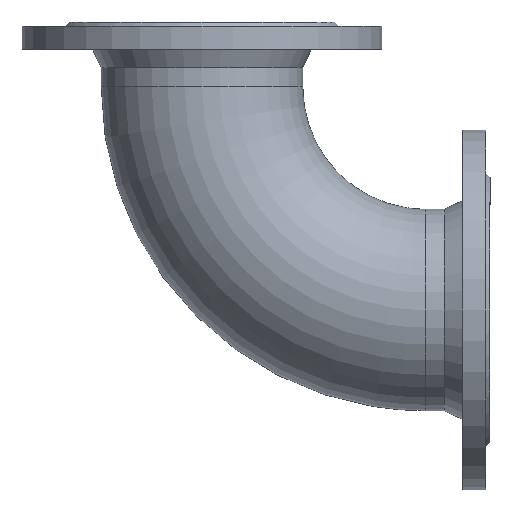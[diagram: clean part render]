
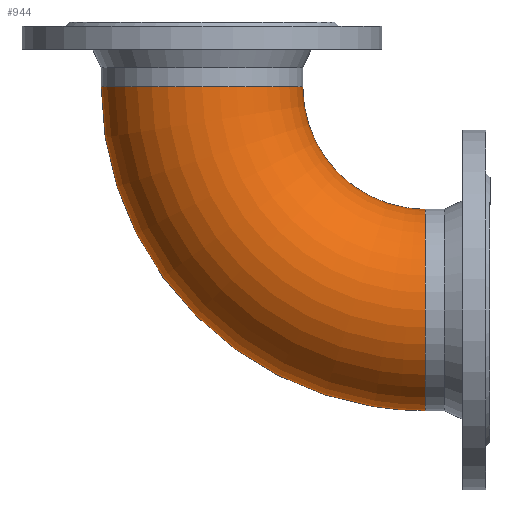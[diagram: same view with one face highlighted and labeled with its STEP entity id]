
A CAD part, front view. The second image highlights one B-rep face of the part: STEP entity #944.
In plain terms, the highlighted toroidal (fillet/blend) face has major radius 155 mm and minor radius 70 mm.
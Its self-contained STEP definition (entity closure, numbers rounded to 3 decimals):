
#9 = CARTESIAN_POINT ( 'NONE',  ( 155., 0., -197. ) ) ;
#10 = DIRECTION ( 'NONE',  ( -1., 0., 0. ) ) ;
#11 = DIRECTION ( 'NONE',  ( 0., 0., 1. ) ) ;
#15 = CARTESIAN_POINT ( 'NONE',  ( 0., 0., -42. ) ) ;
#16 = DIRECTION ( 'NONE',  ( 0., 0., 1. ) ) ;
#17 = DIRECTION ( 'NONE',  ( 1., 0., 0. ) ) ;
#227 = EDGE_LOOP ( 'NONE', ( #964 ) ) ;
#229 = EDGE_LOOP ( 'NONE', ( #967 ) ) ;
#280 = CIRCLE ( 'NONE', #682, 70. ) ;
#285 = CIRCLE ( 'NONE', #684, 70. ) ;
#418 = TOROIDAL_SURFACE ( 'NONE', #752, 155., 70. ) ;
#435 = FACE_OUTER_BOUND ( 'NONE', #227, .T. ) ;
#443 = FACE_OUTER_BOUND ( 'NONE', #229, .T. ) ;
#459 = VERTEX_POINT ( 'NONE', #602 ) ;
#461 = VERTEX_POINT ( 'NONE', #607 ) ;
#569 = DIRECTION ( 'NONE',  ( 0., -1., 0. ) ) ;
#570 = CARTESIAN_POINT ( 'NONE',  ( 155., 0., -42. ) ) ;
#572 = DIRECTION ( 'NONE',  ( 0., 0., -1. ) ) ;
#602 = CARTESIAN_POINT ( 'NONE',  ( 155., 0., -127. ) ) ;
#607 = CARTESIAN_POINT ( 'NONE',  ( 70., 0., -42. ) ) ;
#682 = AXIS2_PLACEMENT_3D ( 'NONE', #9, #10, #11 ) ;
#684 = AXIS2_PLACEMENT_3D ( 'NONE', #15, #16, #17 ) ;
#752 = AXIS2_PLACEMENT_3D ( 'NONE', #570, #569, #572 ) ;
#795 = EDGE_CURVE ( 'NONE', #459, #459, #280, .T. ) ;
#797 = EDGE_CURVE ( 'NONE', #461, #461, #285, .T. ) ;
#944 = ADVANCED_FACE ( 'NONE', ( #435, #443 ), #418, .T. ) ;
#964 = ORIENTED_EDGE ( 'NONE', *, *, #797, .F. ) ;
#967 = ORIENTED_EDGE ( 'NONE', *, *, #795, .T. ) ;
